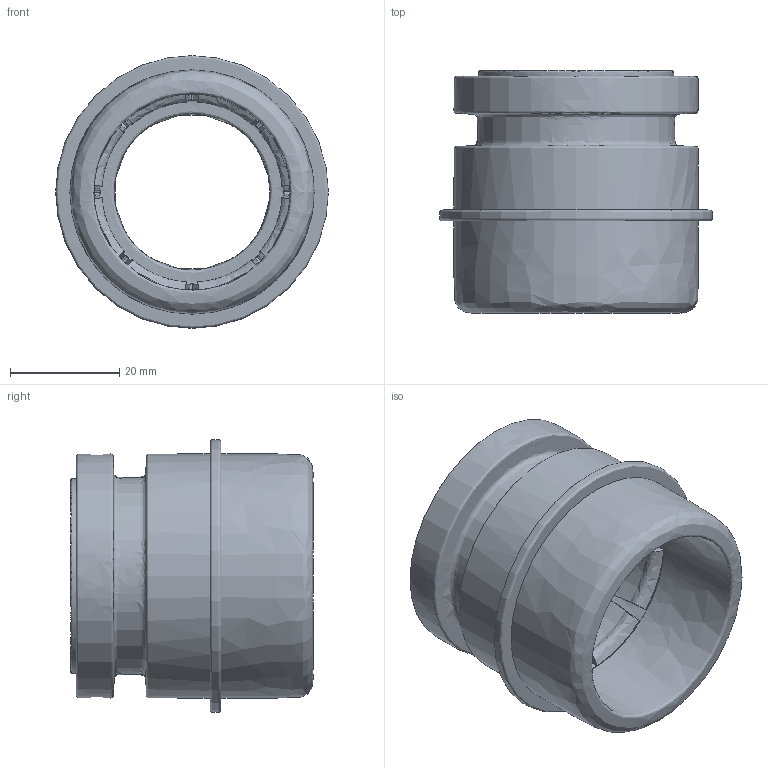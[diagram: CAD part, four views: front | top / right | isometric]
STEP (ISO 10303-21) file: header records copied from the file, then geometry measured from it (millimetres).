
FILE_DESCRIPTION(/* description */ (''),/* implementation_level */ '2;1');
FILE_NAME(/* name */ 'Staubsack-Adapter',/* time_stamp */ '2025-01-06T16:02:29+01:00',/* author */ (''),/* organization */ (''),/* preprocessor_version */ 'ST-DEVELOPER v19.2',/* originating_system */ 'Rhino 8.14',/* authorisation */ '');
FILE_SCHEMA (('CONFIG_CONTROL_DESIGN'));
Length unit declared in the file: millimetre
Products named in the file (1): Document
Bounding box: 50 x 44.39 x 50 mm (x, y, z)
Volume: 27784.4 mm3; surface area: 16076.5 mm2
Topology: 1 solids, 1 shells, 54 faces, 165 edges, 111 vertices
Faces by surface type: bspline 22, plane 16, cylinder 16
Entity records: 4127 total; most frequent: CARTESIAN_POINT 2912, ORIENTED_EDGE 330, EDGE_CURVE 165, B_SPLINE_CURVE_WITH_KNOTS 114, VERTEX_POINT 111, DIRECTION 96, AXIS2_PLACEMENT_3D 64, ADVANCED_FACE 54
